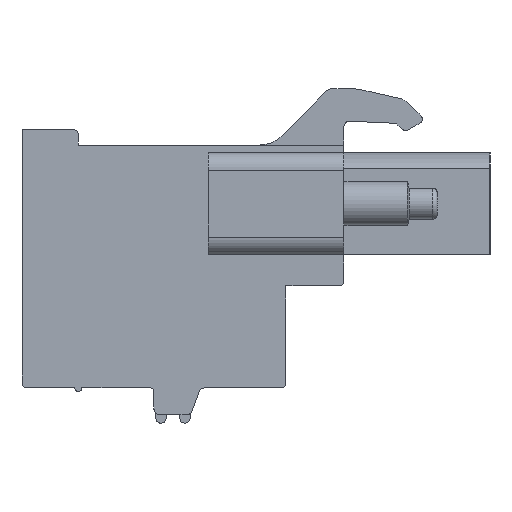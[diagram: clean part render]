
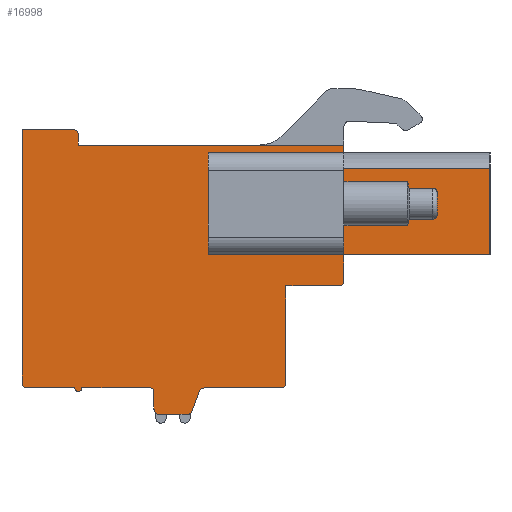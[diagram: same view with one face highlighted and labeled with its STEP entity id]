
A CAD part, left-side view. The second image highlights one B-rep face of the part: STEP entity #16998.
In plain terms, the highlighted planar face has unit normal (-1, 0, 0).
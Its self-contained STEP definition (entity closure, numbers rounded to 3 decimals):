
#1=DIRECTION('',(0.,-1.,0.));
#2=VECTOR('',#1,6.1);
#3=CARTESIAN_POINT('',(0.,2.04,0.73));
#4=LINE('',#3,#2);
#5=DIRECTION('',(0.,0.,1.));
#6=VECTOR('',#5,5.8);
#7=CARTESIAN_POINT('',(0.,-4.06,0.73));
#8=LINE('',#7,#6);
#9=DIRECTION('',(0.,1.,0.));
#10=VECTOR('',#9,6.1);
#11=CARTESIAN_POINT('',(0.,-4.06,6.53));
#12=LINE('',#11,#10);
#13=CARTESIAN_POINT('',(0.,-2.06,-6.54));
#14=DIRECTION('',(1.,0.,0.));
#15=DIRECTION('',(0.,-1.,0.));
#16=AXIS2_PLACEMENT_3D('',#13,#14,#15);
#18=DIRECTION('',(0.,1.,0.));
#19=VECTOR('',#18,4.34);
#20=CARTESIAN_POINT('',(0.,-2.06,-6.84));
#21=LINE('',#20,#19);
#22=CARTESIAN_POINT('',(0.,2.28,-7.14));
#23=DIRECTION('',(-1.,0.,0.));
#24=DIRECTION('',(0.,0.,1.));
#25=AXIS2_PLACEMENT_3D('',#22,#23,#24);
#27=DIRECTION('',(0.,0.345,-0.939));
#28=VECTOR('',#27,1.179);
#29=CARTESIAN_POINT('',(0.,2.562,-7.037));
#30=LINE('',#29,#28);
#31=CARTESIAN_POINT('',(0.,3.25,-8.04));
#32=DIRECTION('',(1.,0.,0.));
#33=DIRECTION('',(0.,-0.939,-0.345));
#34=AXIS2_PLACEMENT_3D('',#31,#32,#33);
#36=DIRECTION('',(0.,1.,0.));
#37=VECTOR('',#36,1.59);
#38=CARTESIAN_POINT('',(0.,3.25,-8.34));
#39=LINE('',#38,#37);
#40=CARTESIAN_POINT('',(0.,4.84,-8.04));
#41=DIRECTION('',(1.,0.,0.));
#42=DIRECTION('',(0.,0.,-1.));
#43=AXIS2_PLACEMENT_3D('',#40,#41,#42);
#45=DIRECTION('',(0.,0.,1.));
#46=VECTOR('',#45,1.);
#47=CARTESIAN_POINT('',(0.,5.14,-8.04));
#48=LINE('',#47,#46);
#49=CARTESIAN_POINT('',(0.,5.34,-7.04));
#50=DIRECTION('',(-1.,0.,0.));
#51=DIRECTION('',(0.,-1.,0.));
#52=AXIS2_PLACEMENT_3D('',#49,#50,#51);
#54=DIRECTION('',(0.,1.,0.));
#55=VECTOR('',#54,3.9);
#56=CARTESIAN_POINT('',(0.,5.34,-6.84));
#57=LINE('',#56,#55);
#58=CARTESIAN_POINT('',(0.,9.44,-6.84));
#59=DIRECTION('',(1.,0.,0.));
#60=DIRECTION('',(0.,-1.,0.));
#61=AXIS2_PLACEMENT_3D('',#58,#59,#60);
#63=DIRECTION('',(0.,1.,0.));
#64=VECTOR('',#63,2.7);
#65=CARTESIAN_POINT('',(0.,9.64,-6.84));
#66=LINE('',#65,#64);
#67=CARTESIAN_POINT('',(0.,12.34,-6.54));
#68=DIRECTION('',(1.,0.,0.));
#69=DIRECTION('',(0.,0.,-1.));
#70=AXIS2_PLACEMENT_3D('',#67,#68,#69);
#72=DIRECTION('',(0.,0.,1.));
#73=VECTOR('',#72,0.5);
#74=CARTESIAN_POINT('',(0.,12.64,-6.54));
#75=LINE('',#74,#73);
#76=DIRECTION('',(0.,0.,1.));
#77=VECTOR('',#76,13.9);
#78=CARTESIAN_POINT('',(0.,12.64,-6.04));
#79=LINE('',#78,#77);
#80=DIRECTION('',(0.,-1.,0.));
#81=VECTOR('',#80,2.9);
#82=CARTESIAN_POINT('',(0.,12.64,7.86));
#83=LINE('',#82,#81);
#84=CARTESIAN_POINT('',(0.,9.74,7.56));
#85=DIRECTION('',(1.,0.,0.));
#86=DIRECTION('',(0.,0.,1.));
#87=AXIS2_PLACEMENT_3D('',#84,#85,#86);
#89=DIRECTION('',(0.,0.,-1.));
#90=VECTOR('',#89,0.6);
#91=CARTESIAN_POINT('',(0.,9.44,7.56));
#92=LINE('',#91,#90);
#93=DIRECTION('',(0.,-1.,0.));
#94=VECTOR('',#93,15.1);
#95=CARTESIAN_POINT('',(0.,9.44,6.96));
#96=LINE('',#95,#94);
#97=DIRECTION('',(0.,0.,-1.));
#98=VECTOR('',#97,1.325);
#99=CARTESIAN_POINT('',(0.,-5.66,6.96));
#100=LINE('',#99,#98);
#101=DIRECTION('',(0.,1.,0.));
#102=VECTOR('',#101,8.3);
#103=CARTESIAN_POINT('',(0.,-13.96,5.635));
#104=LINE('',#103,#102);
#105=DIRECTION('',(0.,1.,0.));
#106=VECTOR('',#105,8.3);
#107=CARTESIAN_POINT('',(0.,-13.96,0.73));
#108=LINE('',#107,#106);
#109=DIRECTION('',(0.,0.,-1.));
#110=VECTOR('',#109,1.47);
#111=CARTESIAN_POINT('',(0.,-5.66,0.73));
#112=LINE('',#111,#110);
#113=CARTESIAN_POINT('',(0.,-5.36,-0.74));
#114=DIRECTION('',(-1.,0.,0.));
#115=DIRECTION('',(0.,0.,-1.));
#116=AXIS2_PLACEMENT_3D('',#113,#114,#115);
#412=DIRECTION('',(0.,0.,1.));
#413=VECTOR('',#412,5.8);
#414=CARTESIAN_POINT('',(0.,2.04,0.73));
#415=LINE('',#414,#413);
#749=DIRECTION('',(0.,-1.,0.));
#750=VECTOR('',#749,3.);
#751=CARTESIAN_POINT('',(0.,-2.36,-1.04));
#752=LINE('',#751,#750);
#1981=DIRECTION('',(0.,0.,1.));
#1982=VECTOR('',#1981,4.905);
#1983=CARTESIAN_POINT('',(0.,-13.96,0.73));
#1984=LINE('',#1983,#1982);
#4121=DIRECTION('',(0.,0.,1.));
#4122=VECTOR('',#4121,5.5);
#4123=CARTESIAN_POINT('',(0.,-2.36,-6.54));
#4124=LINE('',#4123,#4122);
#12899=CARTESIAN_POINT('',(0.,12.34,-6.84));
#12900=CARTESIAN_POINT('',(0.,12.64,-6.54));
#12901=VERTEX_POINT('',#12899);
#12902=VERTEX_POINT('',#12900);
#12903=CARTESIAN_POINT('',(0.,12.64,-6.04));
#12904=VERTEX_POINT('',#12903);
#12905=CARTESIAN_POINT('',(0.,12.64,7.86));
#12906=VERTEX_POINT('',#12905);
#12907=CARTESIAN_POINT('',(0.,9.74,7.86));
#12908=VERTEX_POINT('',#12907);
#12909=CARTESIAN_POINT('',(0.,9.44,7.56));
#12910=VERTEX_POINT('',#12909);
#12911=CARTESIAN_POINT('',(0.,9.44,6.96));
#12912=VERTEX_POINT('',#12911);
#12913=CARTESIAN_POINT('',(0.,-5.66,6.96));
#12914=VERTEX_POINT('',#12913);
#12915=CARTESIAN_POINT('',(0.,-2.36,-6.54));
#12916=CARTESIAN_POINT('',(0.,-2.06,-6.84));
#12917=VERTEX_POINT('',#12915);
#12918=VERTEX_POINT('',#12916);
#12919=CARTESIAN_POINT('',(0.,2.28,-6.84));
#12920=VERTEX_POINT('',#12919);
#12921=CARTESIAN_POINT('',(0.,2.562,-7.037));
#12922=VERTEX_POINT('',#12921);
#12923=CARTESIAN_POINT('',(0.,2.968,-8.143));
#12924=VERTEX_POINT('',#12923);
#12925=CARTESIAN_POINT('',(0.,3.25,-8.34));
#12926=VERTEX_POINT('',#12925);
#12927=CARTESIAN_POINT('',(0.,4.84,-8.34));
#12928=VERTEX_POINT('',#12927);
#12929=CARTESIAN_POINT('',(0.,5.14,-8.04));
#12930=VERTEX_POINT('',#12929);
#12931=CARTESIAN_POINT('',(0.,5.14,-7.04));
#12932=VERTEX_POINT('',#12931);
#12933=CARTESIAN_POINT('',(0.,5.34,-6.84));
#12934=VERTEX_POINT('',#12933);
#12935=CARTESIAN_POINT('',(0.,9.24,-6.84));
#12936=VERTEX_POINT('',#12935);
#12937=CARTESIAN_POINT('',(0.,9.64,-6.84));
#12938=VERTEX_POINT('',#12937);
#13003=CARTESIAN_POINT('',(0.,-13.96,0.73));
#13004=VERTEX_POINT('',#13003);
#13005=CARTESIAN_POINT('',(0.,-5.66,0.73));
#13006=VERTEX_POINT('',#13005);
#13231=CARTESIAN_POINT('',(0.,-13.96,5.635));
#13233=VERTEX_POINT('',#13231);
#16615=CARTESIAN_POINT('',(0.,2.04,0.73));
#16616=CARTESIAN_POINT('',(0.,2.04,6.53));
#16617=VERTEX_POINT('',#16615);
#16618=VERTEX_POINT('',#16616);
#16623=CARTESIAN_POINT('',(0.,-4.06,0.73));
#16625=VERTEX_POINT('',#16623);
#16627=CARTESIAN_POINT('',(0.,-4.06,6.53));
#16629=VERTEX_POINT('',#16627);
#16631=CARTESIAN_POINT('',(0.,-5.66,5.635));
#16632=VERTEX_POINT('',#16631);
#16779=CARTESIAN_POINT('',(0.,-5.36,-1.04));
#16780=CARTESIAN_POINT('',(0.,-5.66,-0.74));
#16781=VERTEX_POINT('',#16779);
#16782=VERTEX_POINT('',#16780);
#16783=CARTESIAN_POINT('',(0.,-2.36,-1.04));
#16784=VERTEX_POINT('',#16783);
#16927=CARTESIAN_POINT('',(0.,0.,0.));
#16928=DIRECTION('',(1.,0.,0.));
#16929=DIRECTION('',(0.,-1.,0.));
#16930=AXIS2_PLACEMENT_3D('',#16927,#16928,#16929);
#16931=PLANE('',#16930);
#16933=ORIENTED_EDGE('',*,*,#16932,.F.);
#16935=ORIENTED_EDGE('',*,*,#16934,.F.);
#16937=ORIENTED_EDGE('',*,*,#16936,.T.);
#16939=ORIENTED_EDGE('',*,*,#16938,.T.);
#16941=ORIENTED_EDGE('',*,*,#16940,.T.);
#16943=ORIENTED_EDGE('',*,*,#16942,.T.);
#16945=ORIENTED_EDGE('',*,*,#16944,.T.);
#16947=ORIENTED_EDGE('',*,*,#16946,.T.);
#16949=ORIENTED_EDGE('',*,*,#16948,.T.);
#16951=ORIENTED_EDGE('',*,*,#16950,.T.);
#16953=ORIENTED_EDGE('',*,*,#16952,.T.);
#16955=ORIENTED_EDGE('',*,*,#16954,.T.);
#16957=ORIENTED_EDGE('',*,*,#16956,.T.);
#16959=ORIENTED_EDGE('',*,*,#16958,.T.);
#16961=ORIENTED_EDGE('',*,*,#16960,.T.);
#16963=ORIENTED_EDGE('',*,*,#16962,.T.);
#16965=ORIENTED_EDGE('',*,*,#16964,.T.);
#16967=ORIENTED_EDGE('',*,*,#16966,.T.);
#16969=ORIENTED_EDGE('',*,*,#16968,.T.);
#16971=ORIENTED_EDGE('',*,*,#16970,.T.);
#16973=ORIENTED_EDGE('',*,*,#16972,.T.);
#16975=ORIENTED_EDGE('',*,*,#16974,.T.);
#16977=ORIENTED_EDGE('',*,*,#16976,.F.);
#16979=ORIENTED_EDGE('',*,*,#16978,.F.);
#16981=ORIENTED_EDGE('',*,*,#16980,.T.);
#16983=ORIENTED_EDGE('',*,*,#16982,.T.);
#16985=ORIENTED_EDGE('',*,*,#16984,.F.);
#16986=EDGE_LOOP('',(#16933,#16935,#16937,#16939,#16941,#16943,#16945,#16947,
#16949,#16951,#16953,#16955,#16957,#16959,#16961,#16963,#16965,#16967,#16969,
#16971,#16973,#16975,#16977,#16979,#16981,#16983,#16985));
#16987=FACE_OUTER_BOUND('',#16986,.F.);
#16989=ORIENTED_EDGE('',*,*,#16988,.T.);
#16991=ORIENTED_EDGE('',*,*,#16990,.T.);
#16993=ORIENTED_EDGE('',*,*,#16992,.T.);
#16995=ORIENTED_EDGE('',*,*,#16994,.F.);
#16996=EDGE_LOOP('',(#16989,#16991,#16993,#16995));
#16997=FACE_BOUND('',#16996,.F.);
#16998=ADVANCED_FACE('',(#16987,#16997),#16931,.F.);
#17=CIRCLE('',#16,0.3);
#26=CIRCLE('',#25,0.3);
#35=CIRCLE('',#34,0.3);
#44=CIRCLE('',#43,0.3);
#53=CIRCLE('',#52,0.2);
#62=CIRCLE('',#61,0.2);
#71=CIRCLE('',#70,0.3);
#88=CIRCLE('',#87,0.3);
#117=CIRCLE('',#116,0.3);
#16932=EDGE_CURVE('',#16784,#16781,#752,.T.);
#16934=EDGE_CURVE('',#12917,#16784,#4124,.T.);
#16936=EDGE_CURVE('',#12917,#12918,#17,.T.);
#16938=EDGE_CURVE('',#12918,#12920,#21,.T.);
#16940=EDGE_CURVE('',#12920,#12922,#26,.T.);
#16942=EDGE_CURVE('',#12922,#12924,#30,.T.);
#16944=EDGE_CURVE('',#12924,#12926,#35,.T.);
#16946=EDGE_CURVE('',#12926,#12928,#39,.T.);
#16948=EDGE_CURVE('',#12928,#12930,#44,.T.);
#16950=EDGE_CURVE('',#12930,#12932,#48,.T.);
#16952=EDGE_CURVE('',#12932,#12934,#53,.T.);
#16954=EDGE_CURVE('',#12934,#12936,#57,.T.);
#16956=EDGE_CURVE('',#12936,#12938,#62,.T.);
#16958=EDGE_CURVE('',#12938,#12901,#66,.T.);
#16960=EDGE_CURVE('',#12901,#12902,#71,.T.);
#16962=EDGE_CURVE('',#12902,#12904,#75,.T.);
#16964=EDGE_CURVE('',#12904,#12906,#79,.T.);
#16966=EDGE_CURVE('',#12906,#12908,#83,.T.);
#16968=EDGE_CURVE('',#12908,#12910,#88,.T.);
#16970=EDGE_CURVE('',#12910,#12912,#92,.T.);
#16972=EDGE_CURVE('',#12912,#12914,#96,.T.);
#16974=EDGE_CURVE('',#12914,#16632,#100,.T.);
#16976=EDGE_CURVE('',#13233,#16632,#104,.T.);
#16978=EDGE_CURVE('',#13004,#13233,#1984,.T.);
#16980=EDGE_CURVE('',#13004,#13006,#108,.T.);
#16982=EDGE_CURVE('',#13006,#16782,#112,.T.);
#16984=EDGE_CURVE('',#16781,#16782,#117,.T.);
#16988=EDGE_CURVE('',#16617,#16625,#4,.T.);
#16990=EDGE_CURVE('',#16625,#16629,#8,.T.);
#16992=EDGE_CURVE('',#16629,#16618,#12,.T.);
#16994=EDGE_CURVE('',#16617,#16618,#415,.T.);
